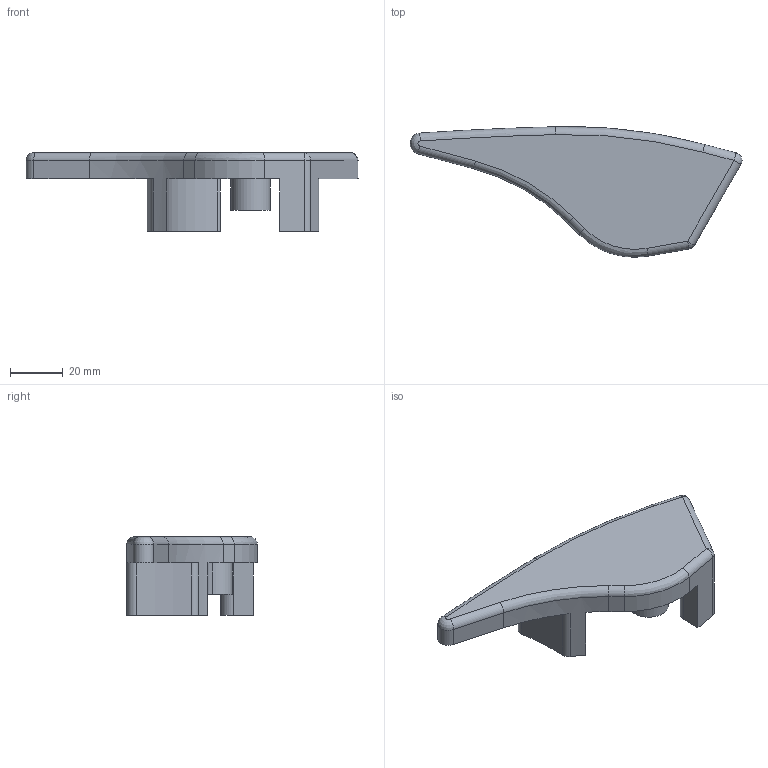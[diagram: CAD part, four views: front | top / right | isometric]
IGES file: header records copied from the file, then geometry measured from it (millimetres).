
Start section: START RECORD GO HERE.
Global section: file name: poignee fixe.igs; native system: DASSAULT SYSTEMES CATIA Version 5-6 Release 2014 - www.3ds.com; preprocessor: V5-6R2014_5.24.7.0.02-26-2016.22.00; author: PPERINET; organization: OPEN; date: 20190208.080817; units: millimetre
Bounding box: 126.23 x 49.68 x 30 mm (x, y, z)
Surface area: 14653.3 mm2 (no closed solid volume)
Topology: 0 solids, 0 shells, 53 faces, 262 edges, 254 vertices
Faces by surface type: revolution 40, plane 13
